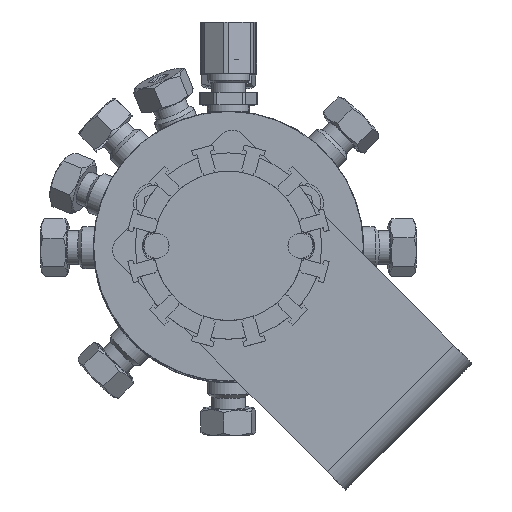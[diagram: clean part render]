
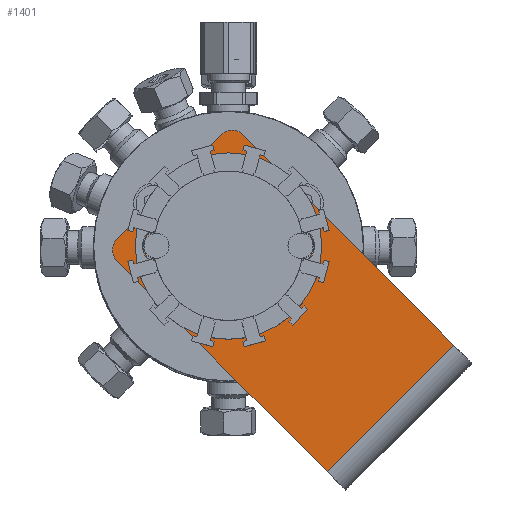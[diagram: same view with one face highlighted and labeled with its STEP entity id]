
A CAD part, top view. The second image highlights one B-rep face of the part: STEP entity #1401.
In plain terms, the highlighted planar face has unit normal (0, 0, 1).
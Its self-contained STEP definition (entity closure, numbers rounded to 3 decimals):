
#1115=CARTESIAN_POINT('',(42.24,-18.532,88.195));
#1116=VERTEX_POINT('',#1115);
#1165=CARTESIAN_POINT('',(2.875,20.833,88.195));
#1166=VERTEX_POINT('',#1165);
#1173=CARTESIAN_POINT('',(2.875,20.833,88.195));
#1174=DIRECTION('',(0.707,-0.707,0.));
#1175=VECTOR('',#1174,55.67);
#1176=LINE('',#1173,#1175);
#1177=EDGE_CURVE('',#1166,#1116,#1176,.T.);
#1187=CARTESIAN_POINT('',(18.532,-42.24,88.195));
#1188=VERTEX_POINT('',#1187);
#1205=CARTESIAN_POINT('',(42.24,-18.532,88.195));
#1206=DIRECTION('',(-0.707,-0.707,0.));
#1207=VECTOR('',#1206,33.528);
#1208=LINE('',#1205,#1207);
#1209=EDGE_CURVE('',#1116,#1188,#1208,.T.);
#1261=CARTESIAN_POINT('',(0.718,22.989,88.195));
#1262=DIRECTION('',(0.0,0.0,1.0));
#1263=DIRECTION('',(0.707,0.707,0.0));
#1264=AXIS2_PLACEMENT_3D('',#1261,#1262,#1263);
#1265=PLANE('',#1264);
#1266=ORIENTED_EDGE('',*,*,#1209,.F.);
#1267=ORIENTED_EDGE('',*,*,#1177,.F.);
#1268=CARTESIAN_POINT('',(-1.438,20.833,88.195));
#1269=VERTEX_POINT('',#1268);
#1270=CARTESIAN_POINT('',(0.718,18.676,88.195));
#1271=DIRECTION('',(0.0,0.0,-1.0));
#1272=DIRECTION('',(0.0,1.0,0.0));
#1273=AXIS2_PLACEMENT_3D('',#1270,#1271,#1272);
#1274=CIRCLE('',#1273,3.05);
#1275=EDGE_CURVE('',#1269,#1166,#1274,.T.);
#1276=ORIENTED_EDGE('',*,*,#1275,.F.);
#1277=CARTESIAN_POINT('',(-20.833,1.438,88.195));
#1278=VERTEX_POINT('',#1277);
#1279=CARTESIAN_POINT('',(-1.438,20.833,88.195));
#1280=DIRECTION('',(-0.707,-0.707,0.));
#1281=VECTOR('',#1280,27.428);
#1282=LINE('',#1279,#1281);
#1283=EDGE_CURVE('',#1269,#1278,#1282,.T.);
#1284=ORIENTED_EDGE('',*,*,#1283,.T.);
#1285=CARTESIAN_POINT('',(-20.833,-2.875,88.195));
#1286=VERTEX_POINT('',#1285);
#1287=CARTESIAN_POINT('',(-18.676,-0.718,88.195));
#1288=DIRECTION('',(0.0,0.0,-1.0));
#1289=DIRECTION('',(-1.0,0.0,0.0));
#1290=AXIS2_PLACEMENT_3D('',#1287,#1288,#1289);
#1291=CIRCLE('',#1290,3.05);
#1292=EDGE_CURVE('',#1286,#1278,#1291,.T.);
#1293=ORIENTED_EDGE('',*,*,#1292,.F.);
#1294=CARTESIAN_POINT('',(-20.833,-2.875,88.195));
#1295=DIRECTION('',(0.707,-0.707,0.));
#1296=VECTOR('',#1295,55.67);
#1297=LINE('',#1294,#1296);
#1298=EDGE_CURVE('',#1286,#1188,#1297,.T.);
#1299=ORIENTED_EDGE('',*,*,#1298,.T.);
#1300=EDGE_LOOP('',(#1266,#1267,#1276,#1284,#1293,#1299));
#1301=FACE_OUTER_BOUND('',#1300,.T.);
#1302=CARTESIAN_POINT('',(-10.54,0.,88.195));
#1303=VERTEX_POINT('',#1302);
#1304=CARTESIAN_POINT('',(-12.7,0.,88.195));
#1305=DIRECTION('',(0.0,0.0,-1.0));
#1306=DIRECTION('',(1.0,0.0,0.0));
#1307=AXIS2_PLACEMENT_3D('',#1304,#1305,#1306);
#1308=CIRCLE('',#1307,2.16);
#1309=EDGE_CURVE('',#1303,#1303,#1308,.T.);
#1310=ORIENTED_EDGE('',*,*,#1309,.T.);
#1311=EDGE_LOOP('',(#1310));
#1312=FACE_BOUND('',#1311,.T.);
#1313=CARTESIAN_POINT('',(-7.453,7.453,88.195));
#1314=VERTEX_POINT('',#1313);
#1315=CARTESIAN_POINT('',(-8.98,8.98,88.195));
#1316=DIRECTION('',(0.,0.,-1.0));
#1317=DIRECTION('',(0.707,-0.707,0.));
#1318=AXIS2_PLACEMENT_3D('',#1315,#1316,#1317);
#1319=CIRCLE('',#1318,2.16);
#1320=EDGE_CURVE('',#1314,#1314,#1319,.T.);
#1321=ORIENTED_EDGE('',*,*,#1320,.T.);
#1322=EDGE_LOOP('',(#1321));
#1323=FACE_BOUND('',#1322,.T.);
#1324=CARTESIAN_POINT('',(0.,10.54,88.195));
#1325=VERTEX_POINT('',#1324);
#1326=CARTESIAN_POINT('',(0.,12.7,88.195));
#1327=DIRECTION('',(0.0,0.0,-1.0));
#1328=DIRECTION('',(0.0,-1.0,0.0));
#1329=AXIS2_PLACEMENT_3D('',#1326,#1327,#1328);
#1330=CIRCLE('',#1329,2.16);
#1331=EDGE_CURVE('',#1325,#1325,#1330,.T.);
#1332=ORIENTED_EDGE('',*,*,#1331,.T.);
#1333=EDGE_LOOP('',(#1332));
#1334=FACE_BOUND('',#1333,.T.);
#1335=CARTESIAN_POINT('',(7.453,7.453,88.195));
#1336=VERTEX_POINT('',#1335);
#1337=CARTESIAN_POINT('',(8.98,8.98,88.195));
#1338=DIRECTION('',(0.,0.,-1.0));
#1339=DIRECTION('',(-0.707,-0.707,0.));
#1340=AXIS2_PLACEMENT_3D('',#1337,#1338,#1339);
#1341=CIRCLE('',#1340,2.16);
#1342=EDGE_CURVE('',#1336,#1336,#1341,.T.);
#1343=ORIENTED_EDGE('',*,*,#1342,.T.);
#1344=EDGE_LOOP('',(#1343));
#1345=FACE_BOUND('',#1344,.T.);
#1346=CARTESIAN_POINT('',(10.54,0.,88.195));
#1347=VERTEX_POINT('',#1346);
#1348=CARTESIAN_POINT('',(12.7,0.,88.195));
#1349=DIRECTION('',(0.0,0.0,-1.0));
#1350=DIRECTION('',(-1.0,0.0,0.0));
#1351=AXIS2_PLACEMENT_3D('',#1348,#1349,#1350);
#1352=CIRCLE('',#1351,2.16);
#1353=EDGE_CURVE('',#1347,#1347,#1352,.T.);
#1354=ORIENTED_EDGE('',*,*,#1353,.T.);
#1355=EDGE_LOOP('',(#1354));
#1356=FACE_BOUND('',#1355,.T.);
#1357=CARTESIAN_POINT('',(7.453,-7.453,88.195));
#1358=VERTEX_POINT('',#1357);
#1359=CARTESIAN_POINT('',(8.98,-8.98,88.195));
#1360=DIRECTION('',(0.,0.,-1.0));
#1361=DIRECTION('',(-0.707,0.707,0.));
#1362=AXIS2_PLACEMENT_3D('',#1359,#1360,#1361);
#1363=CIRCLE('',#1362,2.16);
#1364=EDGE_CURVE('',#1358,#1358,#1363,.T.);
#1365=ORIENTED_EDGE('',*,*,#1364,.T.);
#1366=EDGE_LOOP('',(#1365));
#1367=FACE_BOUND('',#1366,.T.);
#1368=CARTESIAN_POINT('',(0.,-10.54,88.195));
#1369=VERTEX_POINT('',#1368);
#1370=CARTESIAN_POINT('',(0.,-12.7,88.195));
#1371=DIRECTION('',(0.0,0.0,-1.0));
#1372=DIRECTION('',(0.0,1.0,0.0));
#1373=AXIS2_PLACEMENT_3D('',#1370,#1371,#1372);
#1374=CIRCLE('',#1373,2.16);
#1375=EDGE_CURVE('',#1369,#1369,#1374,.T.);
#1376=ORIENTED_EDGE('',*,*,#1375,.T.);
#1377=EDGE_LOOP('',(#1376));
#1378=FACE_BOUND('',#1377,.T.);
#1379=CARTESIAN_POINT('',(-7.453,-7.453,88.195));
#1380=VERTEX_POINT('',#1379);
#1381=CARTESIAN_POINT('',(-8.98,-8.98,88.195));
#1382=DIRECTION('',(0.,0.,-1.0));
#1383=DIRECTION('',(0.707,0.707,0.));
#1384=AXIS2_PLACEMENT_3D('',#1381,#1382,#1383);
#1385=CIRCLE('',#1384,2.16);
#1386=EDGE_CURVE('',#1380,#1380,#1385,.T.);
#1387=ORIENTED_EDGE('',*,*,#1386,.T.);
#1388=EDGE_LOOP('',(#1387));
#1389=FACE_BOUND('',#1388,.T.);
#1390=CARTESIAN_POINT('',(6.744,6.744,88.195));
#1391=VERTEX_POINT('',#1390);
#1392=CARTESIAN_POINT('',(0.,0.,88.195));
#1393=DIRECTION('',(0.,0.,-1.0));
#1394=DIRECTION('',(0.707,0.707,0.));
#1395=AXIS2_PLACEMENT_3D('',#1392,#1393,#1394);
#1396=CIRCLE('',#1395,9.538);
#1397=EDGE_CURVE('',#1391,#1391,#1396,.T.);
#1398=ORIENTED_EDGE('',*,*,#1397,.T.);
#1399=EDGE_LOOP('',(#1398));
#1400=FACE_BOUND('',#1399,.T.);
#1401=ADVANCED_FACE('',(#1301,#1312,#1323,#1334,#1345,#1356,#1367,#1378,#1389,#1400),#1265,.T.);
